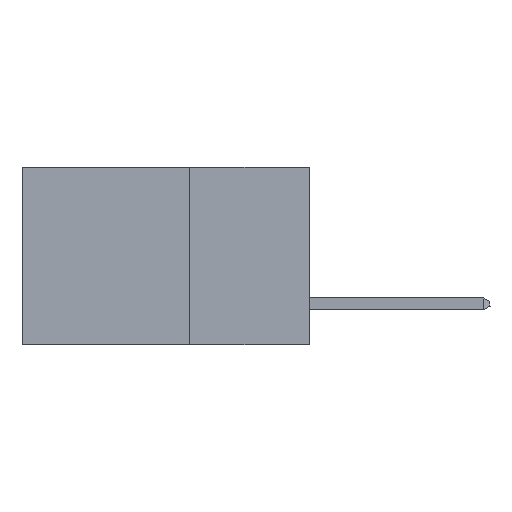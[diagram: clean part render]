
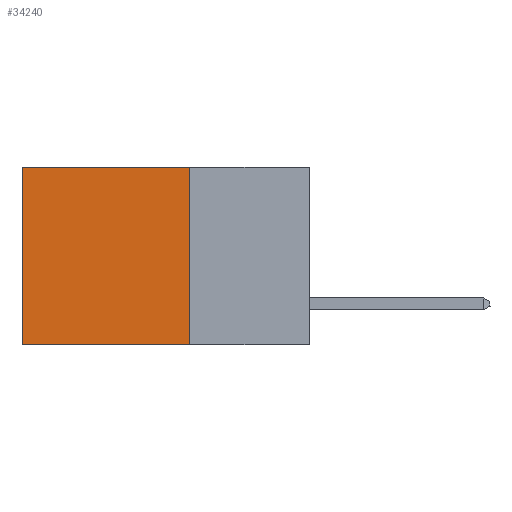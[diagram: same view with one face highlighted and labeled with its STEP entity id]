
A CAD part, left-side view. The second image highlights one B-rep face of the part: STEP entity #34240.
In plain terms, the highlighted planar face has unit normal (-1, 0, 0).
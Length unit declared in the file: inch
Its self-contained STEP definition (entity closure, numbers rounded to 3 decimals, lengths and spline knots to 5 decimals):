
#675 = PLANE ( 'NONE',  #35263 ) ;
#923 = VERTEX_POINT ( 'NONE', #25878 ) ;
#6756 = VECTOR ( 'NONE', #33220, 39.37008 ) ;
#7564 = LINE ( 'NONE', #27728, #38679 ) ;
#8177 = CARTESIAN_POINT ( 'NONE',  ( 0.2875, 0.25, -0.37 ) ) ;
#8626 = ORIENTED_EDGE ( 'NONE', *, *, #30409, .T. ) ;
#9051 = ORIENTED_EDGE ( 'NONE', *, *, #10654, .F. ) ;
#10654 = EDGE_CURVE ( 'NONE', #17088, #923, #16058, .T. ) ;
#11643 = ORIENTED_EDGE ( 'NONE', *, *, #28489, .F. ) ;
#11930 = VERTEX_POINT ( 'NONE', #38360 ) ;
#13858 = CARTESIAN_POINT ( 'NONE',  ( 0.2875, 0.25, 0. ) ) ;
#14198 = DIRECTION ( 'NONE',  ( 0., 1., 0. ) ) ;
#14623 = DIRECTION ( 'NONE',  ( 0., 0., -1. ) ) ;
#15097 = EDGE_LOOP ( 'NONE', ( #18120, #11643, #9051, #8626 ) ) ;
#16058 = LINE ( 'NONE', #20000, #19594 ) ;
#17088 = VERTEX_POINT ( 'NONE', #39640 ) ;
#17150 = VERTEX_POINT ( 'NONE', #33193 ) ;
#18062 = VECTOR ( 'NONE', #14198, 39.37008 ) ;
#18120 = ORIENTED_EDGE ( 'NONE', *, *, #41304, .T. ) ;
#19392 = LINE ( 'NONE', #13858, #6756 ) ;
#19594 = VECTOR ( 'NONE', #14623, 39.37008 ) ;
#20000 = CARTESIAN_POINT ( 'NONE',  ( 0.2875, 0.25, 0. ) ) ;
#20326 = CARTESIAN_POINT ( 'NONE',  ( 0.2875, 0.25, 0. ) ) ;
#20559 = DIRECTION ( 'NONE',  ( 0., 0., -1. ) ) ;
#22099 = LINE ( 'NONE', #8177, #18062 ) ;
#24266 = FACE_OUTER_BOUND ( 'NONE', #15097, .T. ) ;
#25878 = CARTESIAN_POINT ( 'NONE',  ( 0.2875, 0.25, -0.37 ) ) ;
#27728 = CARTESIAN_POINT ( 'NONE',  ( 0.2875, 0.6, 0. ) ) ;
#28489 = EDGE_CURVE ( 'NONE', #923, #11930, #22099, .T. ) ;
#29292 = DIRECTION ( 'NONE',  ( 0., 0., -1. ) ) ;
#30409 = EDGE_CURVE ( 'NONE', #17088, #17150, #19392, .T. ) ;
#33193 = CARTESIAN_POINT ( 'NONE',  ( 0.2875, 0.6, 0. ) ) ;
#33220 = DIRECTION ( 'NONE',  ( 0., 1., 0. ) ) ;
#34240 = ADVANCED_FACE ( 'NONE', ( #24266 ), #675, .F. ) ;
#35263 = AXIS2_PLACEMENT_3D ( 'NONE', #20326, #36121, #29292 ) ;
#36121 = DIRECTION ( 'NONE',  ( 1., 0., 0. ) ) ;
#38360 = CARTESIAN_POINT ( 'NONE',  ( 0.2875, 0.6, -0.37 ) ) ;
#38679 = VECTOR ( 'NONE', #20559, 39.37008 ) ;
#39640 = CARTESIAN_POINT ( 'NONE',  ( 0.2875, 0.25, 0. ) ) ;
#41304 = EDGE_CURVE ( 'NONE', #17150, #11930, #7564, .T. ) ;
